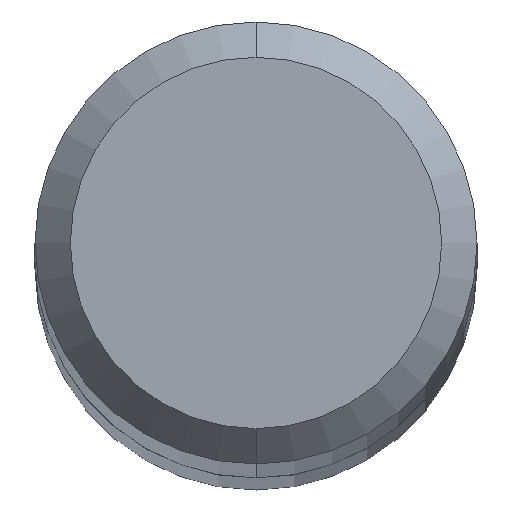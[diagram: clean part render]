
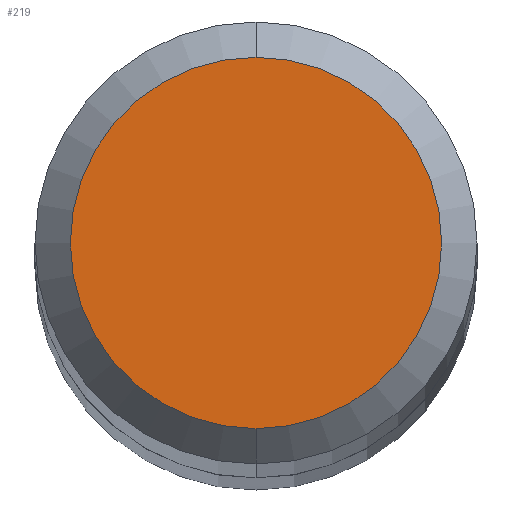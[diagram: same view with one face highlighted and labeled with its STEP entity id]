
A CAD part, top view. The second image highlights one B-rep face of the part: STEP entity #219.
In plain terms, the highlighted planar face has unit normal (0, 0, 1).
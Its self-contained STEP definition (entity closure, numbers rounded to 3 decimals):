
#219=ADVANCED_FACE('',(#502),#503,.T.);
#343=VERTEX_POINT('',#637);
#351=VERTEX_POINT('',#645);
#357=EDGE_CURVE('',#343,#351,#651,.T.);
#375=EDGE_CURVE('',#351,#343,#672,.T.);
#502=FACE_OUTER_BOUND('',#916,.T.);
#503=PLANE('',#917);
#637=CARTESIAN_POINT('',(0.,-1.05,0.0));
#645=CARTESIAN_POINT('',(0.0,1.05,0.0));
#651=CIRCLE('',#1164,1.05);
#672=CIRCLE('',#1250,1.05);
#916=EDGE_LOOP('',(#1404,#1405));
#917=AXIS2_PLACEMENT_3D('',#1406,#1407,#1408);
#1164=AXIS2_PLACEMENT_3D('',#1548,#1549,#1550);
#1250=AXIS2_PLACEMENT_3D('',#1578,#1579,#1580);
#1404=ORIENTED_EDGE('',*,*,#375,.F.);
#1405=ORIENTED_EDGE('',*,*,#357,.F.);
#1406=CARTESIAN_POINT('',(0.0,0.525,0.0));
#1407=DIRECTION('',(-0.0,0.0,1.0));
#1408=DIRECTION('',(0.0,-1.0,0.0));
#1548=CARTESIAN_POINT('',(0.0,0.0,0.0));
#1549=DIRECTION('',(0.0,0.0,-1.0));
#1550=DIRECTION('',(0.0,1.0,0.0));
#1578=CARTESIAN_POINT('',(0.0,0.0,0.0));
#1579=DIRECTION('',(0.0,0.0,-1.0));
#1580=DIRECTION('',(0.0,1.0,0.0));
